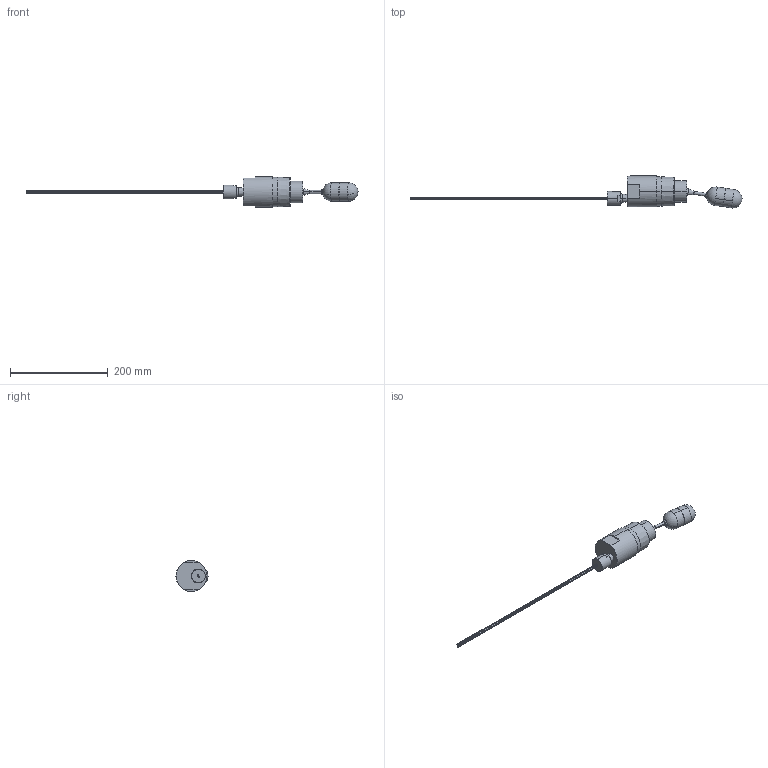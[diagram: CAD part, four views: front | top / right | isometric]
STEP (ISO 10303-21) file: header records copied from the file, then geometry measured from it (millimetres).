
FILE_DESCRIPTION (( 'STEP AP203' ), '1' );
FILE_NAME ('2 INCH ELECTRONIC SWITCH (CEC1).STEP', '2016-10-20T13:47:03', ( 'PCTech' ), ( 'Microsoft' ), 'SwSTEP 2.0', 'SolidWorks 2016', '' );
FILE_SCHEMA (( 'CONFIG_CONTROL_DESIGN' ));
Length unit declared in the file: inch
Products named in the file (1): 2 INCH ELECTRONIC SWITCH (CEC1)
Bounding box: 680.63 x 65.81 x 63.5 mm (x, y, z)
Volume: 422369.9 mm3; surface area: 48410.3 mm2
Topology: 1 solids, 1 shells, 84 faces, 184 edges, 109 vertices
Faces by surface type: cylinder 28, plane 22, cone 18, torus 12, sphere 4
Entity records: 2377 total; most frequent: DIRECTION 450, CARTESIAN_POINT 404, ORIENTED_EDGE 360, AXIS2_PLACEMENT_3D 195, EDGE_CURVE 180, CIRCLE 110, VERTEX_POINT 109, EDGE_LOOP 95
